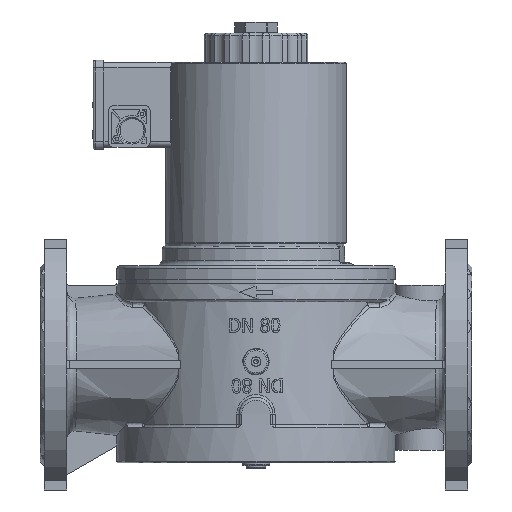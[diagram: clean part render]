
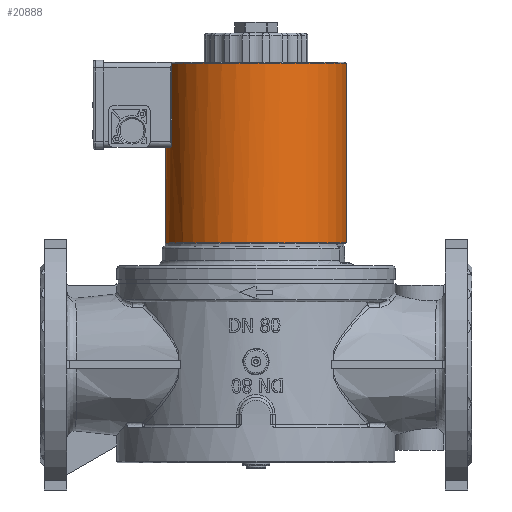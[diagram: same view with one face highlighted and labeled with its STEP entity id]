
A CAD part, front view. The second image highlights one B-rep face of the part: STEP entity #20888.
In plain terms, the highlighted cylindrical face has radius 65 mm (diameter 130 mm), a full revolution.
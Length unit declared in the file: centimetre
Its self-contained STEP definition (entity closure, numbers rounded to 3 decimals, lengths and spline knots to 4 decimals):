
#988=B_SPLINE_CURVE_WITH_KNOTS('',3,(#39923,#39924,#39925,#39926,#39927,
#39928),.UNSPECIFIED.,.F.,.F.,(4,2,4),(-0.4193,-0.301,
-0.2573),.UNSPECIFIED.);
#989=B_SPLINE_CURVE_WITH_KNOTS('',3,(#39932,#39933,#39934,#39935,#39936,
#39937,#39938,#39939),.UNSPECIFIED.,.F.,.F.,(4,2,2,4),(0.2575,
0.3064,0.4648,0.6233),.UNSPECIFIED.);
#990=B_SPLINE_CURVE_WITH_KNOTS('',3,(#39943,#39944,#39945,#39946,#39947,
#39948,#39949,#39950),.UNSPECIFIED.,.F.,.F.,(4,2,2,4),(0.6171,
0.7755,0.934,0.9829),.UNSPECIFIED.);
#991=B_SPLINE_CURVE_WITH_KNOTS('',3,(#39953,#39954,#39955,#39956,#39957,
#39958),.UNSPECIFIED.,.F.,.F.,(4,2,4),(1.4976,1.5413,
1.6596),.UNSPECIFIED.);
#2145=LINE('',#39930,#3531);
#2146=LINE('',#39952,#3532);
#3531=VECTOR('',#25524,5.7936);
#3532=VECTOR('',#25527,5.7936);
#4503=FACE_BOUND('',#6885,.T.);
#4695=CYLINDRICAL_SURFACE('',#22358,6.5);
#5490=FACE_OUTER_BOUND('',#6884,.T.);
#6884=EDGE_LOOP('',(#16777,#16778,#16779,#16780,#16781,#16782,#16783,#16784));
#6885=EDGE_LOOP('',(#16785));
#7914=CIRCLE('',#22354,6.5);
#7915=CIRCLE('',#22356,6.5);
#7917=CIRCLE('',#22359,6.5);
#9351=VERTEX_POINT('',#39892);
#9353=VERTEX_POINT('',#39896);
#9354=VERTEX_POINT('',#39907);
#9356=VERTEX_POINT('',#39922);
#9357=VERTEX_POINT('',#39929);
#9358=VERTEX_POINT('',#39931);
#9359=VERTEX_POINT('',#39940);
#9360=VERTEX_POINT('',#39942);
#9361=VERTEX_POINT('',#39951);
#11985=EDGE_CURVE('',#9351,#9351,#7914,.T.);
#11987=EDGE_CURVE('',#9353,#9354,#7915,.T.);
#11990=EDGE_CURVE('',#9353,#9356,#988,.T.);
#11991=EDGE_CURVE('',#9356,#9357,#2145,.T.);
#11992=EDGE_CURVE('',#9357,#9358,#989,.T.);
#11993=EDGE_CURVE('',#9358,#9359,#7917,.T.);
#11994=EDGE_CURVE('',#9359,#9360,#990,.T.);
#11995=EDGE_CURVE('',#9360,#9361,#2146,.T.);
#11996=EDGE_CURVE('',#9361,#9354,#991,.T.);
#16777=ORIENTED_EDGE('',*,*,#11990,.T.);
#16778=ORIENTED_EDGE('',*,*,#11991,.T.);
#16779=ORIENTED_EDGE('',*,*,#11992,.T.);
#16780=ORIENTED_EDGE('',*,*,#11993,.T.);
#16781=ORIENTED_EDGE('',*,*,#11994,.T.);
#16782=ORIENTED_EDGE('',*,*,#11995,.T.);
#16783=ORIENTED_EDGE('',*,*,#11996,.T.);
#16784=ORIENTED_EDGE('',*,*,#11987,.F.);
#16785=ORIENTED_EDGE('',*,*,#11985,.F.);
#20888=ADVANCED_FACE('',(#5490,#4503),#4695,.T.);
#22354=AXIS2_PLACEMENT_3D('',#39893,#25514,#25515);
#22356=AXIS2_PLACEMENT_3D('',#39908,#25518,#25519);
#22358=AXIS2_PLACEMENT_3D('',#39921,#25522,#25523);
#22359=AXIS2_PLACEMENT_3D('',#39941,#25525,#25526);
#25514=DIRECTION('center_axis',(0.,0.,
-1.));
#25515=DIRECTION('ref_axis',(0.,-1.,0.));
#25518=DIRECTION('center_axis',(0.,0.,
1.));
#25519=DIRECTION('ref_axis',(0.,-1.,0.));
#25522=DIRECTION('center_axis',(0.,0.,
-1.));
#25523=DIRECTION('ref_axis',(0.,-1.,0.));
#25524=DIRECTION('',(0.,0.,-1.));
#25525=DIRECTION('center_axis',(0.,0.,
-1.));
#25526=DIRECTION('ref_axis',(0.,-1.,0.));
#25527=DIRECTION('',(0.,0.,1.));
#39892=CARTESIAN_POINT('',(0.,6.5,8.75));
#39893=CARTESIAN_POINT('Origin',(0.,0.,
8.75));
#39896=CARTESIAN_POINT('',(-6.0819,-2.2936,21.65));
#39907=CARTESIAN_POINT('',(-6.0819,2.2936,21.65));
#39908=CARTESIAN_POINT('Origin',(0.,0.,
21.65));
#39921=CARTESIAN_POINT('Origin',(0.,0.,
21.7));
#39922=CARTESIAN_POINT('',(-6.0348,-2.4148,21.5468));
#39923=CARTESIAN_POINT('Ctrl Pts',(-6.0819,-2.2936,21.65));
#39924=CARTESIAN_POINT('Ctrl Pts',(-6.0688,-2.3284,
21.6308));
#39925=CARTESIAN_POINT('Ctrl Pts',(-6.0565,-2.36,
21.6064));
#39926=CARTESIAN_POINT('Ctrl Pts',(-6.0422,-2.3963,
21.5691));
#39927=CARTESIAN_POINT('Ctrl Pts',(-6.0384,-2.4058,
21.5583));
#39928=CARTESIAN_POINT('Ctrl Pts',(-6.0348,-2.4148,21.5468));
#39929=CARTESIAN_POINT('',(-6.0348,-2.4148,15.7532));
#39930=CARTESIAN_POINT('',(-6.0348,-2.4148,21.7));
#39931=CARTESIAN_POINT('',(-6.1514,-2.1,15.6));
#39932=CARTESIAN_POINT('Ctrl Pts',(-6.0348,-2.4148,
15.7532));
#39933=CARTESIAN_POINT('Ctrl Pts',(-6.0388,-2.4047,
15.7403));
#39934=CARTESIAN_POINT('Ctrl Pts',(-6.0431,-2.3939,
15.7283));
#39935=CARTESIAN_POINT('Ctrl Pts',(-6.0617,-2.3469,
15.6812));
#39936=CARTESIAN_POINT('Ctrl Pts',(-6.0791,-2.3017,
15.6505));
#39937=CARTESIAN_POINT('Ctrl Pts',(-6.1154,-2.2033,
15.6099));
#39938=CARTESIAN_POINT('Ctrl Pts',(-6.1344,-2.15,
15.6));
#39939=CARTESIAN_POINT('Ctrl Pts',(-6.1514,-2.1,15.6));
#39940=CARTESIAN_POINT('',(-6.1514,2.1,15.6));
#39941=CARTESIAN_POINT('Origin',(0.,0.,
15.6));
#39942=CARTESIAN_POINT('',(-6.0348,2.4148,15.7532));
#39943=CARTESIAN_POINT('Ctrl Pts',(-6.1514,2.1,15.6));
#39944=CARTESIAN_POINT('Ctrl Pts',(-6.1344,2.15,15.6));
#39945=CARTESIAN_POINT('Ctrl Pts',(-6.1154,2.2033,15.6099));
#39946=CARTESIAN_POINT('Ctrl Pts',(-6.0791,2.3017,15.6505));
#39947=CARTESIAN_POINT('Ctrl Pts',(-6.0617,2.3469,15.6812));
#39948=CARTESIAN_POINT('Ctrl Pts',(-6.0431,2.3939,15.7283));
#39949=CARTESIAN_POINT('Ctrl Pts',(-6.0388,2.4047,15.7403));
#39950=CARTESIAN_POINT('Ctrl Pts',(-6.0348,2.4148,15.7532));
#39951=CARTESIAN_POINT('',(-6.0348,2.4148,21.5468));
#39952=CARTESIAN_POINT('',(-6.0348,2.4148,21.7));
#39953=CARTESIAN_POINT('Ctrl Pts',(-6.0348,2.4148,21.5468));
#39954=CARTESIAN_POINT('Ctrl Pts',(-6.0384,2.4058,21.5583));
#39955=CARTESIAN_POINT('Ctrl Pts',(-6.0422,2.3963,21.5691));
#39956=CARTESIAN_POINT('Ctrl Pts',(-6.0565,2.36,21.6064));
#39957=CARTESIAN_POINT('Ctrl Pts',(-6.0688,2.3284,21.6308));
#39958=CARTESIAN_POINT('Ctrl Pts',(-6.0819,2.2936,21.65));
